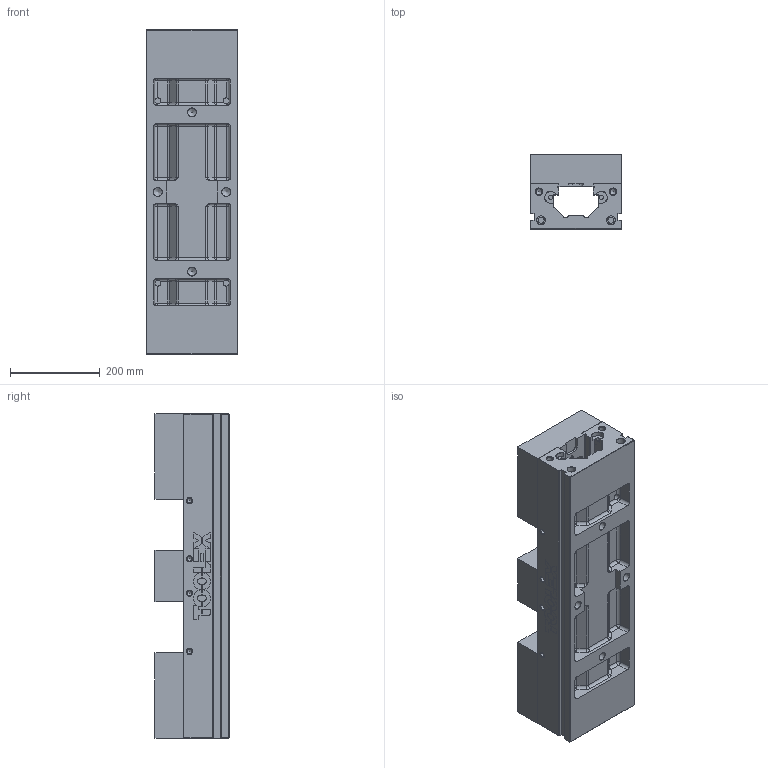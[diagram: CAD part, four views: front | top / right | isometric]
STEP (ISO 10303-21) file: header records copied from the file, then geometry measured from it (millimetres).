
FILE_DESCRIPTION(/* description */ (''),/* implementation_level */ '2;1');
FILE_NAME(/* name */ 'RWS8002SJ.stp',/* time_stamp */ '2021-04-01T16:19:14-04:00',/* author */ ('slane'),/* organization */ (''),/* preprocessor_version */ 'ST-DEVELOPER v18',/* originating_system */ 'Autodesk Inventor 2020',/* authorisation */ '');
FILE_SCHEMA (('AUTOMOTIVE_DESIGN { 1 0 10303 214 3 1 1 }'));
Products named in the file (6): RWS8002SJ; RWS8002; RWS8543; RWS4010T; SSJ8100; SSJ8050
Assembly tree (6 placements, depth 3):
  RWS8002SJ
    RWS8002
      RWS8543
      RWS4010T
    SSJ8100
    SSJ8050  x2
Bounding box: 203.2 x 165.1 x 723.9 mm (x, y, z)
Volume: 14309872.5 mm3; surface area: 1120259.9 mm2
Topology: 5 solids, 5 shells, 2487 faces, 6775 edges, 4462 vertices
Faces by surface type: plane 1336, bspline 678, cylinder 318, cone 99, sphere 32, torus 24
Full cylindrical faces by diameter (mm): 3.264 x2, 4.064 x2, 4.978 x5, 6.477 x1, 7.137 x2, 9.576 x4, 10.592 x8, 13.386 x6, 13.462 x4, 17.45 x2, 19.05 x4, 19.063 x4, 19.812 x4, 24.638 x2, 25.4 x4, 33.35 x2, 38.087 x2
Entity records: 76175 total; most frequent: CARTESIAN_POINT 21085, ORIENTED_EDGE 12494, DIRECTION 9208, EDGE_CURVE 6247, LINE 4192, VECTOR 4192, VERTEX_POINT 4150, EDGE_LOOP 2537
